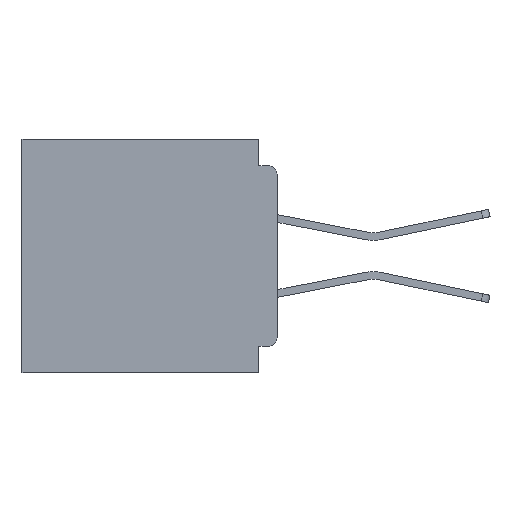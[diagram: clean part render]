
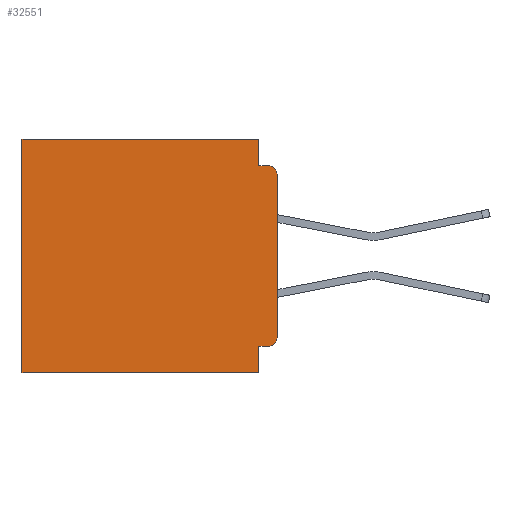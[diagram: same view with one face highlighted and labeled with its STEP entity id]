
A CAD part, left-side view. The second image highlights one B-rep face of the part: STEP entity #32551.
In plain terms, the highlighted planar face has unit normal (-1, 0, 0).
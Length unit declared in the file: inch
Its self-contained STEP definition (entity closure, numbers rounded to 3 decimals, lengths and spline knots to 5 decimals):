
#354 = VECTOR ( 'NONE', #26879, 39.37008 ) ;
#519 = CARTESIAN_POINT ( 'NONE',  ( 0.3, 0.437, 0. ) ) ;
#523 = LINE ( 'NONE', #51361, #45420 ) ;
#921 = EDGE_CURVE ( 'NONE', #54138, #45538, #51588, .T. ) ;
#1414 = CARTESIAN_POINT ( 'NONE',  ( 0.3, 0.015, -0.045 ) ) ;
#1722 = CARTESIAN_POINT ( 'NONE',  ( 0.3, 0., -0.4 ) ) ;
#2314 = ORIENTED_EDGE ( 'NONE', *, *, #42435, .T. ) ;
#2597 = LINE ( 'NONE', #3298, #11491 ) ;
#3298 = CARTESIAN_POINT ( 'NONE',  ( 0.3, 0., -0.4 ) ) ;
#3352 = CARTESIAN_POINT ( 'NONE',  ( 0.3, 0.031, -0.355 ) ) ;
#4146 = VECTOR ( 'NONE', #44683, 39.37008 ) ;
#4376 = VERTEX_POINT ( 'NONE', #8096 ) ;
#4932 = CARTESIAN_POINT ( 'NONE',  ( 0.3, 0., 0. ) ) ;
#5714 = CIRCLE ( 'NONE', #39932, 0.015 ) ;
#6109 = DIRECTION ( 'NONE',  ( 0., 1., 0. ) ) ;
#6277 = VECTOR ( 'NONE', #48085, 39.37008 ) ;
#7455 = EDGE_CURVE ( 'NONE', #52730, #10513, #38783, .T. ) ;
#8096 = CARTESIAN_POINT ( 'NONE',  ( 0.3, 0., -0.34 ) ) ;
#8183 = DIRECTION ( 'NONE',  ( 0., 0., -1. ) ) ;
#10513 = VERTEX_POINT ( 'NONE', #1414 ) ;
#10728 = ORIENTED_EDGE ( 'NONE', *, *, #41615, .T. ) ;
#10782 = ORIENTED_EDGE ( 'NONE', *, *, #47427, .F. ) ;
#11491 = VECTOR ( 'NONE', #20659, 39.37008 ) ;
#11761 = CARTESIAN_POINT ( 'NONE',  ( 0.3, 0., -0.06 ) ) ;
#11791 = AXIS2_PLACEMENT_3D ( 'NONE', #50077, #24271, #54346 ) ;
#13833 = CARTESIAN_POINT ( 'NONE',  ( 0.3, 0.015, -0.355 ) ) ;
#14154 = VERTEX_POINT ( 'NONE', #3352 ) ;
#14485 = CARTESIAN_POINT ( 'NONE',  ( 0.3, 0.031, 0. ) ) ;
#14958 = DIRECTION ( 'NONE',  ( -1., 0., 0. ) ) ;
#16054 = ORIENTED_EDGE ( 'NONE', *, *, #18157, .F. ) ;
#17070 = EDGE_CURVE ( 'NONE', #53638, #28664, #39970, .T. ) ;
#18157 = EDGE_CURVE ( 'NONE', #45844, #45538, #50561, .T. ) ;
#18324 = FACE_OUTER_BOUND ( 'NONE', #55137, .T. ) ;
#19340 = DIRECTION ( 'NONE',  ( 0., 0., -1. ) ) ;
#20659 = DIRECTION ( 'NONE',  ( 0., 0., -1. ) ) ;
#20777 = DIRECTION ( 'NONE',  ( 1., 0., 0. ) ) ;
#23622 = LINE ( 'NONE', #4932, #354 ) ;
#23924 = LINE ( 'NONE', #26670, #44187 ) ;
#24271 = DIRECTION ( 'NONE',  ( -1., 0., 0. ) ) ;
#24904 = VERTEX_POINT ( 'NONE', #13833 ) ;
#25424 = AXIS2_PLACEMENT_3D ( 'NONE', #42378, #20777, #50964 ) ;
#26349 = CARTESIAN_POINT ( 'NONE',  ( 0.3, 0.031, -0.4 ) ) ;
#26670 = CARTESIAN_POINT ( 'NONE',  ( 0.3, 0., -0.045 ) ) ;
#26879 = DIRECTION ( 'NONE',  ( 0., 1., 0. ) ) ;
#28476 = VECTOR ( 'NONE', #19340, 39.37008 ) ;
#28664 = VERTEX_POINT ( 'NONE', #40687 ) ;
#31581 = ORIENTED_EDGE ( 'NONE', *, *, #43485, .F. ) ;
#32551 = ADVANCED_FACE ( 'NONE', ( #18324 ), #55033, .F. ) ;
#33169 = ORIENTED_EDGE ( 'NONE', *, *, #40328, .F. ) ;
#36543 = ORIENTED_EDGE ( 'NONE', *, *, #921, .T. ) ;
#37327 = ORIENTED_EDGE ( 'NONE', *, *, #7455, .T. ) ;
#38783 = CIRCLE ( 'NONE', #11791, 0.015 ) ;
#39155 = VECTOR ( 'NONE', #6109, 39.37008 ) ;
#39932 = AXIS2_PLACEMENT_3D ( 'NONE', #40963, #14958, #45306 ) ;
#39970 = LINE ( 'NONE', #53440, #28476 ) ;
#40328 = EDGE_CURVE ( 'NONE', #14154, #45844, #523, .T. ) ;
#40687 = CARTESIAN_POINT ( 'NONE',  ( 0.3, 0.031, -0.045 ) ) ;
#40963 = CARTESIAN_POINT ( 'NONE',  ( 0.3, 0.015, -0.34 ) ) ;
#41615 = EDGE_CURVE ( 'NONE', #53638, #54138, #23622, .T. ) ;
#42378 = CARTESIAN_POINT ( 'NONE',  ( 0.3, 0., -0.4 ) ) ;
#42435 = EDGE_CURVE ( 'NONE', #24904, #4376, #5714, .T. ) ;
#43485 = EDGE_CURVE ( 'NONE', #24904, #14154, #43696, .T. ) ;
#43696 = LINE ( 'NONE', #43991, #6277 ) ;
#43991 = CARTESIAN_POINT ( 'NONE',  ( 0.3, 0., -0.355 ) ) ;
#44187 = VECTOR ( 'NONE', #52243, 39.37008 ) ;
#44683 = DIRECTION ( 'NONE',  ( 0., 0., -1. ) ) ;
#44901 = CARTESIAN_POINT ( 'NONE',  ( 0.3, 0.437, -0.4 ) ) ;
#45306 = DIRECTION ( 'NONE',  ( 0., 0., -1. ) ) ;
#45420 = VECTOR ( 'NONE', #8183, 39.37008 ) ;
#45538 = VERTEX_POINT ( 'NONE', #44901 ) ;
#45844 = VERTEX_POINT ( 'NONE', #26349 ) ;
#47427 = EDGE_CURVE ( 'NONE', #28664, #10513, #23924, .T. ) ;
#48085 = DIRECTION ( 'NONE',  ( 0., 1., 0. ) ) ;
#48094 = ORIENTED_EDGE ( 'NONE', *, *, #48454, .F. ) ;
#48454 = EDGE_CURVE ( 'NONE', #52730, #4376, #2597, .T. ) ;
#50077 = CARTESIAN_POINT ( 'NONE',  ( 0.3, 0.015, -0.06 ) ) ;
#50561 = LINE ( 'NONE', #1722, #39155 ) ;
#50964 = DIRECTION ( 'NONE',  ( 0., 0., -1. ) ) ;
#51361 = CARTESIAN_POINT ( 'NONE',  ( 0.3, 0.031, -0.4 ) ) ;
#51588 = LINE ( 'NONE', #54089, #4146 ) ;
#52243 = DIRECTION ( 'NONE',  ( 0., -1., 0. ) ) ;
#52730 = VERTEX_POINT ( 'NONE', #11761 ) ;
#53278 = ORIENTED_EDGE ( 'NONE', *, *, #17070, .F. ) ;
#53440 = CARTESIAN_POINT ( 'NONE',  ( 0.3, 0.031, 0. ) ) ;
#53638 = VERTEX_POINT ( 'NONE', #14485 ) ;
#54089 = CARTESIAN_POINT ( 'NONE',  ( 0.3, 0.437, -0.4 ) ) ;
#54138 = VERTEX_POINT ( 'NONE', #519 ) ;
#54346 = DIRECTION ( 'NONE',  ( 0., 0., -1. ) ) ;
#55033 = PLANE ( 'NONE',  #25424 ) ;
#55137 = EDGE_LOOP ( 'NONE', ( #48094, #37327, #10782, #53278, #10728, #36543, #16054, #33169, #31581, #2314 ) ) ;
